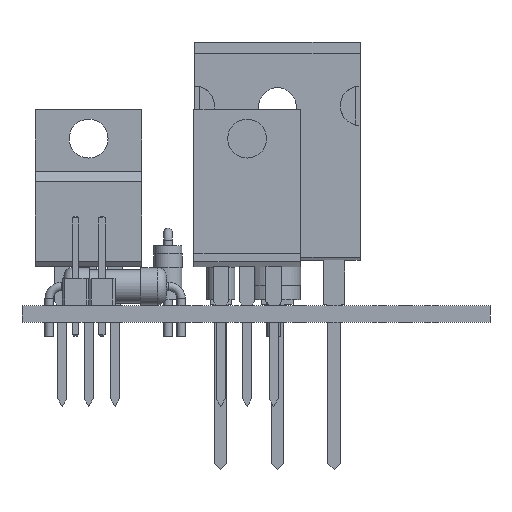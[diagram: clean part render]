
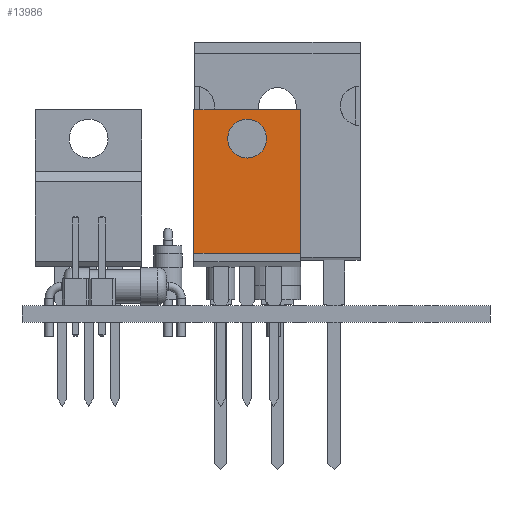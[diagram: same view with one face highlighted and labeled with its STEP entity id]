
A CAD part, front view. The second image highlights one B-rep face of the part: STEP entity #13986.
In plain terms, the highlighted face is planar.
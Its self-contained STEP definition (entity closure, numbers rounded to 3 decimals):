
#11466 = PLANE('',#11467);
#11467 = AXIS2_PLACEMENT_3D('',#11468,#11469,#11470);
#11468 = CARTESIAN_POINT('',(7.655,3.16,5.));
#11469 = DIRECTION('',(1.,0.,0.));
#11470 = DIRECTION('',(0.,-1.,0.));
#11522 = PLANE('',#11523);
#11523 = AXIS2_PLACEMENT_3D('',#11524,#11525,#11526);
#11524 = CARTESIAN_POINT('',(-2.575,1.89,5.));
#11525 = DIRECTION('',(-1.,0.,0.));
#11526 = DIRECTION('',(0.,1.,0.));
#11599 = PLANE('',#11600);
#11600 = AXIS2_PLACEMENT_3D('',#11601,#11602,#11603);
#11601 = CARTESIAN_POINT('',(-2.575,3.16,5.));
#11602 = DIRECTION('',(0.,0.,1.));
#11603 = DIRECTION('',(1.,0.,0.));
#12656 = VERTEX_POINT('',#12657);
#12657 = CARTESIAN_POINT('',(-2.575,3.16,18.775));
#12671 = PLANE('',#12672);
#12672 = AXIS2_PLACEMENT_3D('',#12673,#12674,#12675);
#12673 = CARTESIAN_POINT('',(-2.575,3.16,18.775));
#12674 = DIRECTION('',(0.,0.,1.));
#12675 = DIRECTION('',(1.,0.,0.));
#12683 = EDGE_CURVE('',#12684,#12656,#12686,.T.);
#12684 = VERTEX_POINT('',#12685);
#12685 = CARTESIAN_POINT('',(-2.575,3.16,5.));
#12686 = SURFACE_CURVE('',#12687,(#12691,#12698),.PCURVE_S1.);
#12687 = LINE('',#12688,#12689);
#12688 = CARTESIAN_POINT('',(-2.575,3.16,5.));
#12689 = VECTOR('',#12690,1.);
#12690 = DIRECTION('',(0.,0.,1.));
#12691 = PCURVE('',#11522,#12692);
#12692 = DEFINITIONAL_REPRESENTATION('',(#12693),#12697);
#12693 = LINE('',#12694,#12695);
#12694 = CARTESIAN_POINT('',(1.27,0.));
#12695 = VECTOR('',#12696,1.);
#12696 = DIRECTION('',(0.,-1.));
#12697 = ( GEOMETRIC_REPRESENTATION_CONTEXT(2) 
PARAMETRIC_REPRESENTATION_CONTEXT() REPRESENTATION_CONTEXT('2D SPACE',''
  ) );
#12698 = PCURVE('',#12699,#12704);
#12699 = PLANE('',#12700);
#12700 = AXIS2_PLACEMENT_3D('',#12701,#12702,#12703);
#12701 = CARTESIAN_POINT('',(-2.575,3.16,5.));
#12702 = DIRECTION('',(0.,1.,0.));
#12703 = DIRECTION('',(1.,0.,0.));
#12704 = DEFINITIONAL_REPRESENTATION('',(#12705),#12709);
#12705 = LINE('',#12706,#12707);
#12706 = CARTESIAN_POINT('',(0.,0.));
#12707 = VECTOR('',#12708,1.);
#12708 = DIRECTION('',(0.,-1.));
#12709 = ( GEOMETRIC_REPRESENTATION_CONTEXT(2) 
PARAMETRIC_REPRESENTATION_CONTEXT() REPRESENTATION_CONTEXT('2D SPACE',''
  ) );
#12801 = CYLINDRICAL_SURFACE('',#12802,1.868);
#12802 = AXIS2_PLACEMENT_3D('',#12803,#12804,#12805);
#12803 = CARTESIAN_POINT('',(2.54,1.89,16.005));
#12804 = DIRECTION('',(0.,-1.,0.));
#12805 = DIRECTION('',(1.,0.,0.));
#12817 = VERTEX_POINT('',#12818);
#12818 = CARTESIAN_POINT('',(7.655,3.16,5.));
#12839 = EDGE_CURVE('',#12817,#12840,#12842,.T.);
#12840 = VERTEX_POINT('',#12841);
#12841 = CARTESIAN_POINT('',(7.655,3.16,18.775));
#12842 = SURFACE_CURVE('',#12843,(#12847,#12854),.PCURVE_S1.);
#12843 = LINE('',#12844,#12845);
#12844 = CARTESIAN_POINT('',(7.655,3.16,5.));
#12845 = VECTOR('',#12846,1.);
#12846 = DIRECTION('',(0.,0.,1.));
#12847 = PCURVE('',#11466,#12848);
#12848 = DEFINITIONAL_REPRESENTATION('',(#12849),#12853);
#12849 = LINE('',#12850,#12851);
#12850 = CARTESIAN_POINT('',(0.,0.));
#12851 = VECTOR('',#12852,1.);
#12852 = DIRECTION('',(0.,-1.));
#12853 = ( GEOMETRIC_REPRESENTATION_CONTEXT(2) 
PARAMETRIC_REPRESENTATION_CONTEXT() REPRESENTATION_CONTEXT('2D SPACE',''
  ) );
#12854 = PCURVE('',#12699,#12855);
#12855 = DEFINITIONAL_REPRESENTATION('',(#12856),#12860);
#12856 = LINE('',#12857,#12858);
#12857 = CARTESIAN_POINT('',(10.23,0.));
#12858 = VECTOR('',#12859,1.);
#12859 = DIRECTION('',(0.,-1.));
#12860 = ( GEOMETRIC_REPRESENTATION_CONTEXT(2) 
PARAMETRIC_REPRESENTATION_CONTEXT() REPRESENTATION_CONTEXT('2D SPACE',''
  ) );
#12889 = EDGE_CURVE('',#12684,#12817,#12890,.T.);
#12890 = SURFACE_CURVE('',#12891,(#12895,#12902),.PCURVE_S1.);
#12891 = LINE('',#12892,#12893);
#12892 = CARTESIAN_POINT('',(-2.575,3.16,5.));
#12893 = VECTOR('',#12894,1.);
#12894 = DIRECTION('',(1.,0.,0.));
#12895 = PCURVE('',#11599,#12896);
#12896 = DEFINITIONAL_REPRESENTATION('',(#12897),#12901);
#12897 = LINE('',#12898,#12899);
#12898 = CARTESIAN_POINT('',(0.,0.));
#12899 = VECTOR('',#12900,1.);
#12900 = DIRECTION('',(1.,0.));
#12901 = ( GEOMETRIC_REPRESENTATION_CONTEXT(2) 
PARAMETRIC_REPRESENTATION_CONTEXT() REPRESENTATION_CONTEXT('2D SPACE',''
  ) );
#12902 = PCURVE('',#12699,#12903);
#12903 = DEFINITIONAL_REPRESENTATION('',(#12904),#12908);
#12904 = LINE('',#12905,#12906);
#12905 = CARTESIAN_POINT('',(0.,0.));
#12906 = VECTOR('',#12907,1.);
#12907 = DIRECTION('',(1.,0.));
#12908 = ( GEOMETRIC_REPRESENTATION_CONTEXT(2) 
PARAMETRIC_REPRESENTATION_CONTEXT() REPRESENTATION_CONTEXT('2D SPACE',''
  ) );
#13986 = ADVANCED_FACE('',(#13987,#14013),#12699,.T.);
#13987 = FACE_BOUND('',#13988,.T.);
#13988 = EDGE_LOOP('',(#13989,#13990,#14011,#14012));
#13989 = ORIENTED_EDGE('',*,*,#12683,.T.);
#13990 = ORIENTED_EDGE('',*,*,#13991,.T.);
#13991 = EDGE_CURVE('',#12656,#12840,#13992,.T.);
#13992 = SURFACE_CURVE('',#13993,(#13997,#14004),.PCURVE_S1.);
#13993 = LINE('',#13994,#13995);
#13994 = CARTESIAN_POINT('',(-2.575,3.16,18.775));
#13995 = VECTOR('',#13996,1.);
#13996 = DIRECTION('',(1.,0.,0.));
#13997 = PCURVE('',#12699,#13998);
#13998 = DEFINITIONAL_REPRESENTATION('',(#13999),#14003);
#13999 = LINE('',#14000,#14001);
#14000 = CARTESIAN_POINT('',(0.,-13.775));
#14001 = VECTOR('',#14002,1.);
#14002 = DIRECTION('',(1.,0.));
#14003 = ( GEOMETRIC_REPRESENTATION_CONTEXT(2) 
PARAMETRIC_REPRESENTATION_CONTEXT() REPRESENTATION_CONTEXT('2D SPACE',''
  ) );
#14004 = PCURVE('',#12671,#14005);
#14005 = DEFINITIONAL_REPRESENTATION('',(#14006),#14010);
#14006 = LINE('',#14007,#14008);
#14007 = CARTESIAN_POINT('',(0.,0.));
#14008 = VECTOR('',#14009,1.);
#14009 = DIRECTION('',(1.,0.));
#14010 = ( GEOMETRIC_REPRESENTATION_CONTEXT(2) 
PARAMETRIC_REPRESENTATION_CONTEXT() REPRESENTATION_CONTEXT('2D SPACE',''
  ) );
#14011 = ORIENTED_EDGE('',*,*,#12839,.F.);
#14012 = ORIENTED_EDGE('',*,*,#12889,.F.);
#14013 = FACE_BOUND('',#14014,.T.);
#14014 = EDGE_LOOP('',(#14015));
#14015 = ORIENTED_EDGE('',*,*,#14016,.T.);
#14016 = EDGE_CURVE('',#14017,#14017,#14019,.T.);
#14017 = VERTEX_POINT('',#14018);
#14018 = CARTESIAN_POINT('',(4.408,3.16,16.005));
#14019 = SURFACE_CURVE('',#14020,(#14025,#14036),.PCURVE_S1.);
#14020 = CIRCLE('',#14021,1.868);
#14021 = AXIS2_PLACEMENT_3D('',#14022,#14023,#14024);
#14022 = CARTESIAN_POINT('',(2.54,3.16,16.005));
#14023 = DIRECTION('',(0.,-1.,0.));
#14024 = DIRECTION('',(1.,0.,0.));
#14025 = PCURVE('',#12699,#14026);
#14026 = DEFINITIONAL_REPRESENTATION('',(#14027),#14035);
#14027 = ( BOUNDED_CURVE() B_SPLINE_CURVE(2,(#14028,#14029,#14030,#14031
    ,#14032,#14033,#14034),.UNSPECIFIED.,.T.,.F.) 
B_SPLINE_CURVE_WITH_KNOTS((1,2,2,2,2,1),(-2.094,0.,
    2.094,4.189,6.283,8.378),
.UNSPECIFIED.) CURVE() GEOMETRIC_REPRESENTATION_ITEM() 
RATIONAL_B_SPLINE_CURVE((1.,0.5,1.,0.5,1.,0.5,1.)) REPRESENTATION_ITEM(
  '') );
#14028 = CARTESIAN_POINT('',(6.983,-11.005));
#14029 = CARTESIAN_POINT('',(6.983,-14.24));
#14030 = CARTESIAN_POINT('',(4.181,-12.622));
#14031 = CARTESIAN_POINT('',(1.38,-11.005));
#14032 = CARTESIAN_POINT('',(4.181,-9.388));
#14033 = CARTESIAN_POINT('',(6.983,-7.77));
#14034 = CARTESIAN_POINT('',(6.983,-11.005));
#14035 = ( GEOMETRIC_REPRESENTATION_CONTEXT(2) 
PARAMETRIC_REPRESENTATION_CONTEXT() REPRESENTATION_CONTEXT('2D SPACE',''
  ) );
#14036 = PCURVE('',#12801,#14037);
#14037 = DEFINITIONAL_REPRESENTATION('',(#14038),#14042);
#14038 = LINE('',#14039,#14040);
#14039 = CARTESIAN_POINT('',(0.,-1.27));
#14040 = VECTOR('',#14041,1.);
#14041 = DIRECTION('',(1.,0.));
#14042 = ( GEOMETRIC_REPRESENTATION_CONTEXT(2) 
PARAMETRIC_REPRESENTATION_CONTEXT() REPRESENTATION_CONTEXT('2D SPACE',''
  ) );
